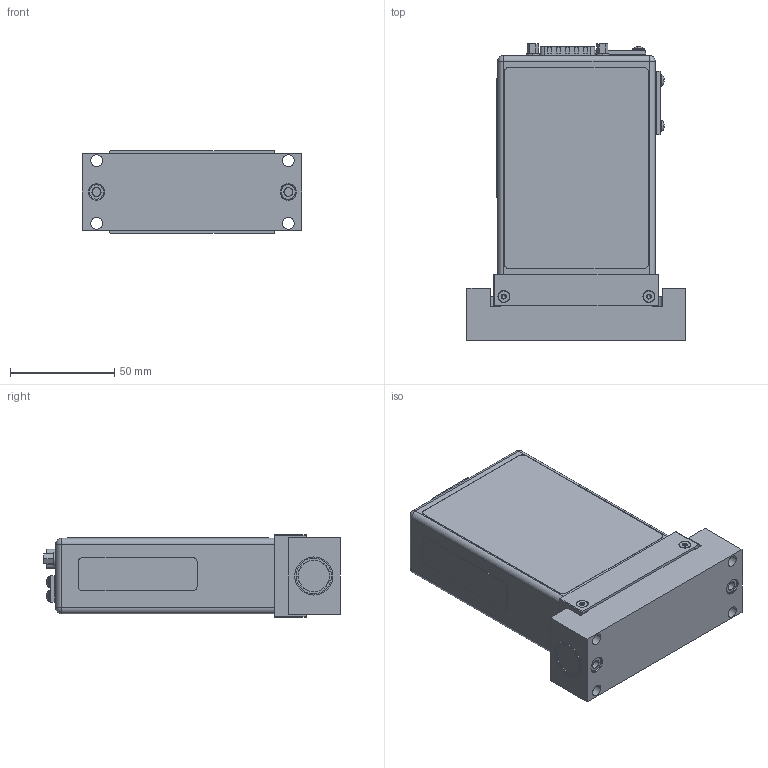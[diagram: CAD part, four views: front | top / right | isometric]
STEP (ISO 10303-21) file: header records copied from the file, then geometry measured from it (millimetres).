
FILE_DESCRIPTION((''),'2;1');
FILE_NAME('IE50A_C-SEAL_4-20_ASM','2013-05-24T',('cockrofm'),('MKS Instruments, Inc.'),'PRO/ENGINEER BY PARAMETRIC TECHNOLOGY CORPORATION, 2009060','PRO/ENGINEER BY PARAMETRIC TECHNOLOGY CORPORATION, 2009060','');
FILE_SCHEMA(('AUTOMOTIVE_DESIGN { 1 2 10303 214 0 1 1 1 }'));
Length unit declared in the file: inch
Products named in the file (21): 1046660_FOR_RJ45; 1046661_PLATE_COVER; 1051195-001; 1048485_LABEL; 1048486_LABEL_REAR; 119937-P9_LARGE-SINGLE; 1031369_DISC; 1051209; 1051360_DUMMY; 136492_PIN; 1051360_DUMMY_W-PIN_ASM; 1048244_FLANGE; 1051501_ENCLOSURE; 1051502_WELDMENT_ASM; 1048649_15-PIN_CONN; 1048642_STANDOFF_4-40; 1046660_FOR_SWITCHES; 1050727_PLATE_COVER; 1050282_LABEL_TOP_4-20; 1051625_LABEL_ZERO_BUTTON; IE50A_C-SEAL_4-20_ASM
Assembly tree (27 placements, depth 3):
  IE50A_C-SEAL_4-20_ASM
    1046660_FOR_RJ45
    1046661_PLATE_COVER
    1051195-001  x4
    1048485_LABEL
    1048486_LABEL_REAR
    119937-P9_LARGE-SINGLE
    1031369_DISC
    1051209  x4
    1051360_DUMMY_W-PIN_ASM
      1051360_DUMMY
      136492_PIN
    1051502_WELDMENT_ASM
      1048244_FLANGE
      1051501_ENCLOSURE
    1048649_15-PIN_CONN
    1048642_STANDOFF_4-40  x2
    1046660_FOR_SWITCHES
    1050727_PLATE_COVER
    1050282_LABEL_TOP_4-20
    1051625_LABEL_ZERO_BUTTON
Bounding box: 105.54 x 142.32 x 39.47 mm (x, y, z)
Volume: 125067.8 mm3; surface area: 115995.4 mm2
Topology: 29 solids, 29 shells, 1216 faces, 2960 edges, 1817 vertices
Faces by surface type: plane 505, cylinder 395, cone 116, bspline 89, torus 63, extrusion 32, sphere 16
Entity records: 36559 total; most frequent: CARTESIAN_POINT 7207, DIRECTION 4514, ORIENTED_EDGE 4284, EDGE_CURVE 2142, PRESENTATION_STYLE_ASSIGNMENT 1932, STYLED_ITEM 1720, CURVE_STYLE 1702, AXIS2_PLACEMENT_3D 1609
